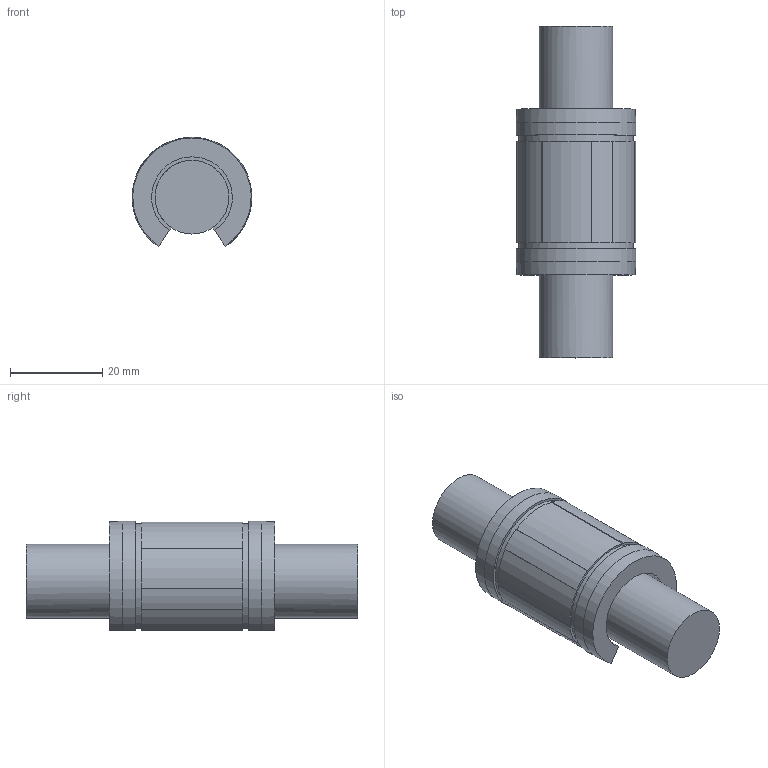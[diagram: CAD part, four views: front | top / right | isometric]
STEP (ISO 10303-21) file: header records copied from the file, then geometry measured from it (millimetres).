
FILE_DESCRIPTION((''),'2;1');
FILE_NAME('LMES16OP.stp','2013-02-14T08:11:11',('user2'),(''),'Autodesk Inventor 2012','Autodesk Inventor 2012','');
FILE_SCHEMA(('AUTOMOTIVE_DESIGN { 1 0 10303 214 1 1 1 1 }'));
Length unit declared in the file: millimetre
Products named in the file (1): LMES16OP
Bounding box: 25.98 x 72 x 23.77 mm (x, y, z)
Volume: 23502.8 mm3; surface area: 6768.8 mm2
Topology: 1 solids, 1 shells, 38 faces, 108 edges, 72 vertices
Faces by surface type: plane 20, cylinder 16, cone 2
Full cylindrical faces by diameter (mm): 16 x1
Entity records: 1276 total; most frequent: DIRECTION 218, CARTESIAN_POINT 213, ORIENTED_EDGE 208, EDGE_CURVE 104, AXIS2_PLACEMENT_3D 75, VERTEX_POINT 70, VECTOR 68, LINE 68
